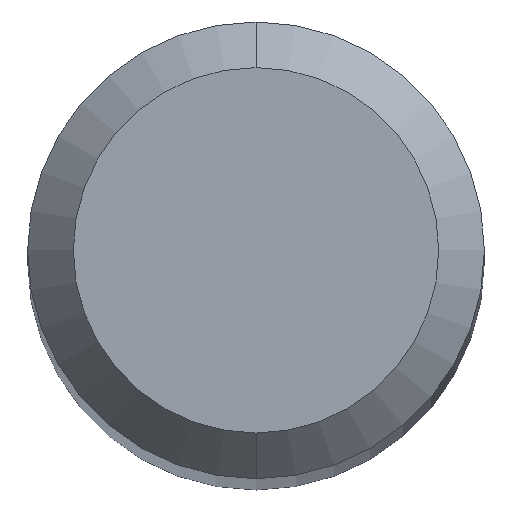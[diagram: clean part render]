
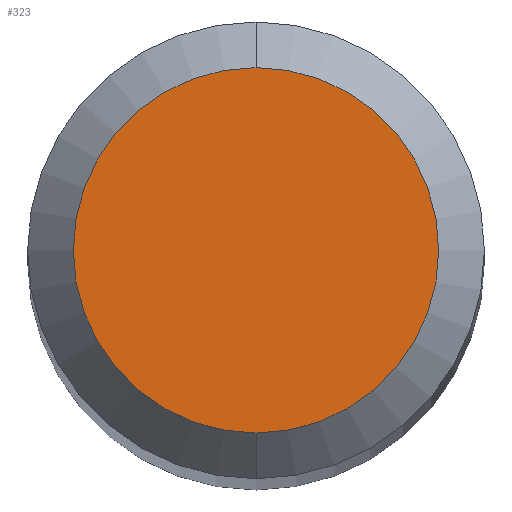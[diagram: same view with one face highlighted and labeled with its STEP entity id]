
A CAD part, top view. The second image highlights one B-rep face of the part: STEP entity #323.
In plain terms, the highlighted planar face has unit normal (0, 0, 1).
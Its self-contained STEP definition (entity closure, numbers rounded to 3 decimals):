
#223=VERTEX_POINT('',#522);
#243=EDGE_CURVE('',#433,#223,#543,.T.);
#323=ADVANCED_FACE('',(#633),#634,.T.);
#387=EDGE_CURVE('',#223,#433,#705,.T.);
#433=VERTEX_POINT('',#752);
#522=CARTESIAN_POINT('',(0.,-1.2,0.0));
#543=CIRCLE('',#927,1.2);
#633=FACE_OUTER_BOUND('',#1098,.T.);
#634=PLANE('',#1099);
#705=CIRCLE('',#1226,1.2);
#752=CARTESIAN_POINT('',(0.0,1.2,0.0));
#927=AXIS2_PLACEMENT_3D('',#1490,#1491,#1492);
#1098=EDGE_LOOP('',(#1601,#1602));
#1099=AXIS2_PLACEMENT_3D('',#1603,#1604,#1605);
#1226=AXIS2_PLACEMENT_3D('',#1690,#1691,#1692);
#1490=CARTESIAN_POINT('',(0.0,0.0,0.0));
#1491=DIRECTION('',(0.0,0.0,-1.0));
#1492=DIRECTION('',(0.0,1.0,0.0));
#1601=ORIENTED_EDGE('',*,*,#243,.F.);
#1602=ORIENTED_EDGE('',*,*,#387,.F.);
#1603=CARTESIAN_POINT('',(0.0,0.6,0.0));
#1604=DIRECTION('',(-0.0,0.0,1.0));
#1605=DIRECTION('',(0.0,-1.0,0.0));
#1690=CARTESIAN_POINT('',(0.0,0.0,0.0));
#1691=DIRECTION('',(0.0,0.0,-1.0));
#1692=DIRECTION('',(0.0,1.0,0.0));
